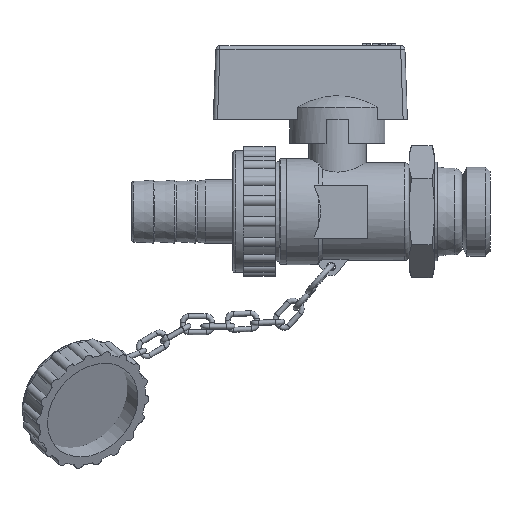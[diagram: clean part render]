
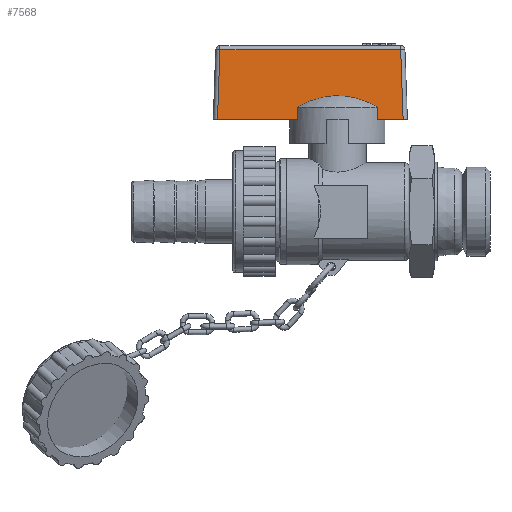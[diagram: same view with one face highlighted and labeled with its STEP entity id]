
A CAD part, top view. The second image highlights one B-rep face of the part: STEP entity #7568.
In plain terms, the highlighted face is planar.
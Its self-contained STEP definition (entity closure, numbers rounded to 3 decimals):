
#382=LINE('',#15679,#743);
#389=LINE('',#15703,#750);
#391=LINE('',#15718,#752);
#399=LINE('',#15739,#760);
#402=LINE('',#15752,#763);
#743=VECTOR('',#10962,1000.);
#750=VECTOR('',#10983,1000.);
#752=VECTOR('',#10995,1000.);
#760=VECTOR('',#11021,1000.);
#763=VECTOR('',#11030,1000.);
#901=B_SPLINE_CURVE_WITH_KNOTS('',3,(#15630,#15631,#15632,#15633,#15634,
#15635,#15636,#15637),.UNSPECIFIED.,.F.,.F.,(4,1,1,1,1,4),(0.,
0.005,0.007,0.01,0.015,
0.02),.UNSPECIFIED.);
#3099=ORIENTED_EDGE('',*,*,#4169,.F.);
#3100=ORIENTED_EDGE('',*,*,#4124,.T.);
#3101=ORIENTED_EDGE('',*,*,#4119,.T.);
#3102=ORIENTED_EDGE('',*,*,#4123,.T.);
#3103=ORIENTED_EDGE('',*,*,#4163,.F.);
#3104=ORIENTED_EDGE('',*,*,#4152,.T.);
#3105=ORIENTED_EDGE('',*,*,#4146,.T.);
#3106=ORIENTED_EDGE('',*,*,#4135,.T.);
#4119=EDGE_CURVE('',#4866,#4867,#901,.T.);
#4123=EDGE_CURVE('',#4867,#4868,#5338,.T.);
#4124=EDGE_CURVE('',#4869,#4866,#5339,.T.);
#4135=EDGE_CURVE('',#4873,#4875,#382,.T.);
#4146=EDGE_CURVE('',#4883,#4873,#389,.T.);
#4152=EDGE_CURVE('',#4886,#4883,#391,.T.);
#4163=EDGE_CURVE('',#4886,#4868,#399,.T.);
#4169=EDGE_CURVE('',#4869,#4875,#402,.T.);
#4866=VERTEX_POINT('',#15638);
#4867=VERTEX_POINT('',#15639);
#4868=VERTEX_POINT('',#15644);
#4869=VERTEX_POINT('',#15647);
#4873=VERTEX_POINT('',#15668);
#4875=VERTEX_POINT('',#15677);
#4883=VERTEX_POINT('',#15704);
#4886=VERTEX_POINT('',#15716);
#5338=CIRCLE('',#8706,5178.955);
#5339=CIRCLE('',#8707,5178.955);
#6110=EDGE_LOOP('',(#3099,#3100,#3101,#3102,#3103,#3104,#3105,#3106));
#6876=FACE_BOUND('',#6110,.T.);
#7065=PLANE('',#8746);
#7568=ADVANCED_FACE('',(#6876),#7065,.T.);
#8706=AXIS2_PLACEMENT_3D('',#15645,#10934,#10935);
#8707=AXIS2_PLACEMENT_3D('',#15646,#10936,#10937);
#8746=AXIS2_PLACEMENT_3D('',#15757,#11036,#11037);
#10934=DIRECTION('',(0.005,-0.999,0.035));
#10935=DIRECTION('',(1.,0.006,0.024));
#10936=DIRECTION('',(0.005,-0.999,0.035));
#10937=DIRECTION('',(-1.,-0.005,0.025));
#10962=DIRECTION('',(-0.035,0.035,0.999));
#10983=DIRECTION('',(-1.,-0.005,0.));
#10995=DIRECTION('',(-0.035,-0.035,-0.999));
#11021=DIRECTION('',(-1.,-0.005,0.));
#11030=DIRECTION('',(-1.,-0.005,0.));
#11036=DIRECTION('',(-0.005,0.999,-0.035));
#11037=DIRECTION('',(0.,0.035,0.999));
#15630=CARTESIAN_POINT('',(-25.985,6.503,-3.));
#15631=CARTESIAN_POINT('',(-24.54,6.482,-3.829));
#15632=CARTESIAN_POINT('',(-22.279,6.46,-4.816));
#15633=CARTESIAN_POINT('',(-19.015,6.452,-5.553));
#15634=CARTESIAN_POINT('',(-15.733,6.461,-5.81));
#15635=CARTESIAN_POINT('',(-11.586,6.506,-5.163));
#15636=CARTESIAN_POINT('',(-8.532,6.57,-3.83));
#15637=CARTESIAN_POINT('',(-7.087,6.607,-3.));
#15638=CARTESIAN_POINT('',(-25.985,6.503,-3.));
#15639=CARTESIAN_POINT('',(-7.087,6.607,-3.));
#15644=CARTESIAN_POINT('',(-7.161,6.711,0.));
#15645=CARTESIAN_POINT('',(-5184.424,-26.029,-128.269));
#15646=CARTESIAN_POINT('',(5151.4,30.39,-128.269));
#15647=CARTESIAN_POINT('',(-25.912,6.609,0.));
#15668=CARTESIAN_POINT('',(-44.229,5.931,-16.535));
#15677=CARTESIAN_POINT('',(-44.806,6.505,0.));
#15679=CARTESIAN_POINT('',(-44.807,6.507,0.034));
#15703=CARTESIAN_POINT('',(-45.189,5.926,-16.535));
#15704=CARTESIAN_POINT('',(-1.582,6.164,-16.535));
#15716=CARTESIAN_POINT('',(-1.005,6.745,0.));
#15718=CARTESIAN_POINT('',(-1.06,6.689,-1.569));
#15739=CARTESIAN_POINT('',(-45.8,6.5,0.));
#15752=CARTESIAN_POINT('',(-45.8,6.5,0.));
#15757=CARTESIAN_POINT('',(-45.8,6.5,0.));
